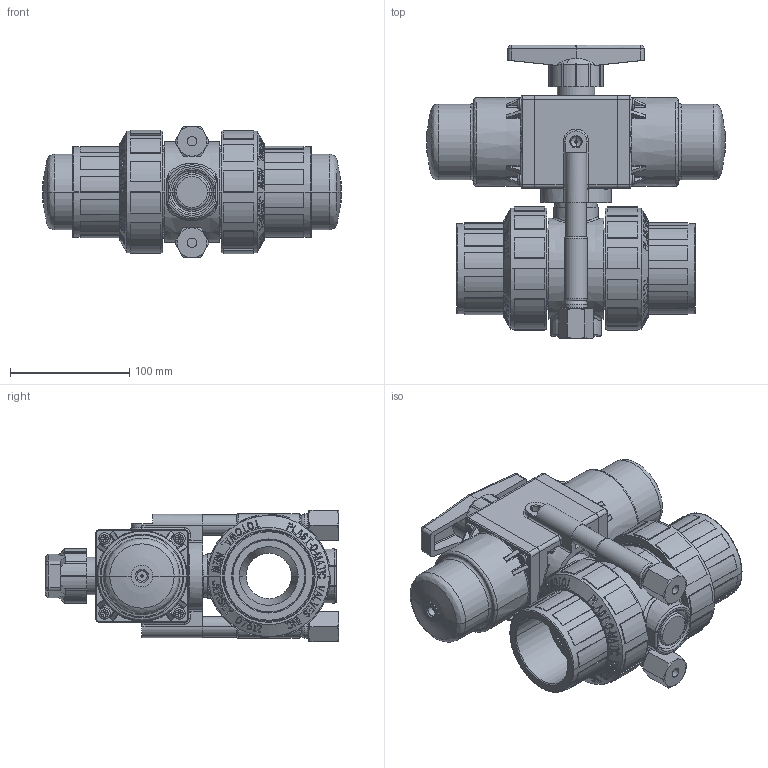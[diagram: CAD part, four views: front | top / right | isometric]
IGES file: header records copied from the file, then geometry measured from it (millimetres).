
Start section:  PTC IGES file: abrs200vs-pv.igs
Global section: file name: abrs200vs-pv.igs; native system: Creo Parametric by Parametric Technology Corporation; preprocessor: 2013050; author: Engineering; organization: Unknown; date: 20131101.112505; units: inch
Bounding box: 250.8 x 246.28 x 110.62 mm (x, y, z)
Surface area: 291515.9 mm2 (no closed solid volume)
Topology: 0 solids, 0 shells, 1381 faces, 9452 edges, 9440 vertices
Faces by surface type: bspline 789, revolution 592
